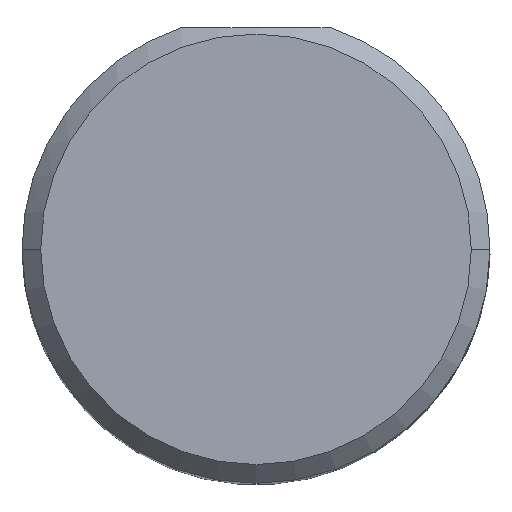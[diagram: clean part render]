
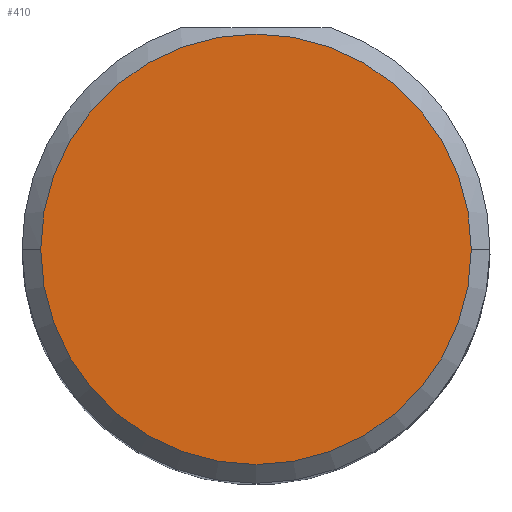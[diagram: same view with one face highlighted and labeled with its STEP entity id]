
A CAD part, top view. The second image highlights one B-rep face of the part: STEP entity #410.
In plain terms, the highlighted planar face has unit normal (0, 0, 1).
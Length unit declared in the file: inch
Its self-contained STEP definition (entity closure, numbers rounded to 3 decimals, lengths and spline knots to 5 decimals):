
#20 = EDGE_CURVE ( 'NONE', #111, #475, #271, .T. ) ;
#30 = DIRECTION ( 'NONE',  ( 1., 0., 0. ) ) ;
#37 = CARTESIAN_POINT ( 'NONE',  ( 0.1725, 0., 2.5 ) ) ;
#49 = AXIS2_PLACEMENT_3D ( 'NONE', #320, #195, #67 ) ;
#63 = FACE_OUTER_BOUND ( 'NONE', #433, .T. ) ;
#67 = DIRECTION ( 'NONE',  ( 1., 0., 0. ) ) ;
#111 = VERTEX_POINT ( 'NONE', #37 ) ;
#195 = DIRECTION ( 'NONE',  ( 0., 0., 1. ) ) ;
#201 = PLANE ( 'NONE',  #49 ) ;
#215 = DIRECTION ( 'NONE',  ( 0., 0., 1. ) ) ;
#219 = AXIS2_PLACEMENT_3D ( 'NONE', #244, #406, #30 ) ;
#244 = CARTESIAN_POINT ( 'NONE',  ( 0., 0., 2.5 ) ) ;
#247 = CIRCLE ( 'NONE', #219, 0.1725 ) ;
#254 = AXIS2_PLACEMENT_3D ( 'NONE', #531, #215, #297 ) ;
#271 = CIRCLE ( 'NONE', #254, 0.1725 ) ;
#289 = ORIENTED_EDGE ( 'NONE', *, *, #20, .T. ) ;
#297 = DIRECTION ( 'NONE',  ( 1., 0., 0. ) ) ;
#320 = CARTESIAN_POINT ( 'NONE',  ( 0., 0., 2.5 ) ) ;
#382 = CARTESIAN_POINT ( 'NONE',  ( -0.1725, 0., 2.5 ) ) ;
#389 = ORIENTED_EDGE ( 'NONE', *, *, #394, .T. ) ;
#394 = EDGE_CURVE ( 'NONE', #475, #111, #247, .T. ) ;
#406 = DIRECTION ( 'NONE',  ( 0., 0., 1. ) ) ;
#410 = ADVANCED_FACE ( 'NONE', ( #63 ), #201, .T. ) ;
#433 = EDGE_LOOP ( 'NONE', ( #389, #289 ) ) ;
#475 = VERTEX_POINT ( 'NONE', #382 ) ;
#531 = CARTESIAN_POINT ( 'NONE',  ( 0., 0., 2.5 ) ) ;
